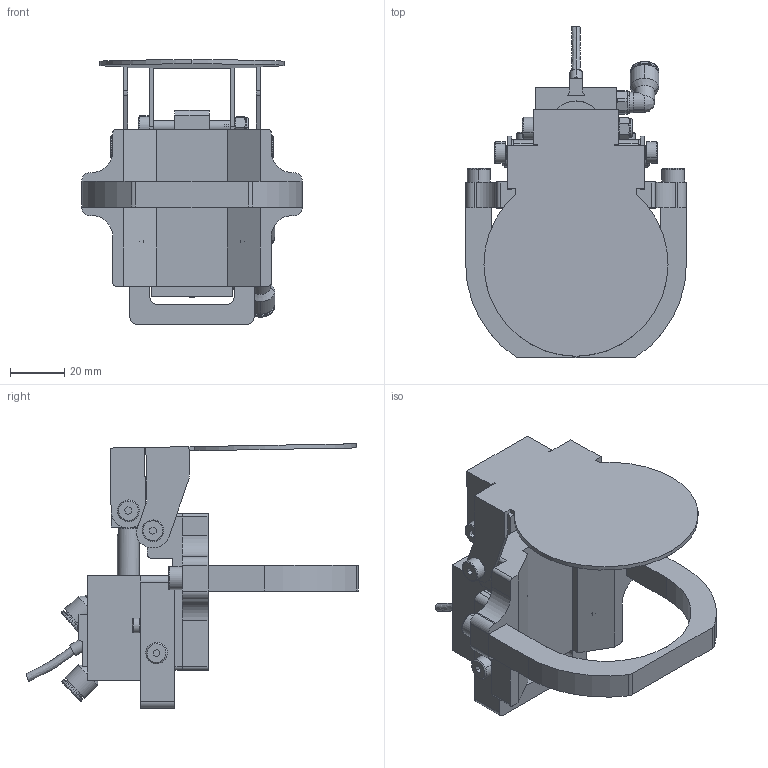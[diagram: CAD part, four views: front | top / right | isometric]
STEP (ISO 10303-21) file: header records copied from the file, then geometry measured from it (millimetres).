
FILE_DESCRIPTION (( 'STEP AP203' ), '1' );
FILE_NAME ('SA-AD Adjustable Version.STEP', '2015-02-04T20:39:57', ( '' ), ( '' ), 'SwSTEP 2.0', 'SolidWorks 2014', '' );
FILE_SCHEMA (( 'CONFIG_CONTROL_DESIGN' ));
Length unit declared in the file: inch
Products named in the file (20): 0.187 I.D. Peek Flanged Washer; Imported_5; AIR-M5-001; Imported_6; SH 0.187x0.3125 8S_94035A200; SA-PVT010 (SA-AD PIVOT); SA-AC ACTUATOR; SH 0.187x0.125 8S; SA-ST004 (SA-AD SHUTTER) R1.3; Nason-LS-20x15 MS M - RE UB.sat_Sensor_1; SM5x20 8SH; SA-PVT010B (SA-AD Pivot Upper) R1.1; SA-AD Adjustable Version; 91292A029_91292A029; SA-BK009 (SA-AD); SM5x30 8S; Imported_3; SM4+8 NN; 0.25x0.25 0.188I.D. BUSHING; Imported_4
Assembly tree (26 placements, depth 2):
  SA-AD Adjustable Version
    SA-PVT010 (SA-AD PIVOT)
    SA-ST004 (SA-AD SHUTTER) R1.3
    SA-PVT010B (SA-AD Pivot Upper) R1.1
    SA-BK009 (SA-AD)
    Imported_3
    0.25x0.25 0.188I.D. BUSHING  x2
    0.187 I.D. Peek Flanged Washer  x2
    AIR-M5-001  x2
    SH 0.187x0.3125 8S_94035A200  x2
    SH 0.187x0.125 8S  x2
    SM5x20 8SH  x2
    91292A029_91292A029  x2
    SM5x30 8S
    SM4+8 NN
    Imported_4
    Imported_5
    Imported_6
    SA-AC ACTUATOR
    Nason-LS-20x15 MS M - RE UB.sat_Sensor_1
Bounding box: 81.28 x 122.3 x 97.42 mm (x, y, z)
Volume: 100848.6 mm3; surface area: 61390.1 mm2
Topology: 28 solids, 28 shells, 1224 faces, 3210 edges, 2068 vertices
Faces by surface type: cylinder 687, plane 291, cone 184, bspline 60, torus 2
Entity records: 35445 total; most frequent: CARTESIAN_POINT 14208, ORIENTED_EDGE 4216, DIRECTION 3790, EDGE_CURVE 2108, AXIS2_PLACEMENT_3D 1418, VERTEX_POINT 1372, VECTOR 954, LINE 954
